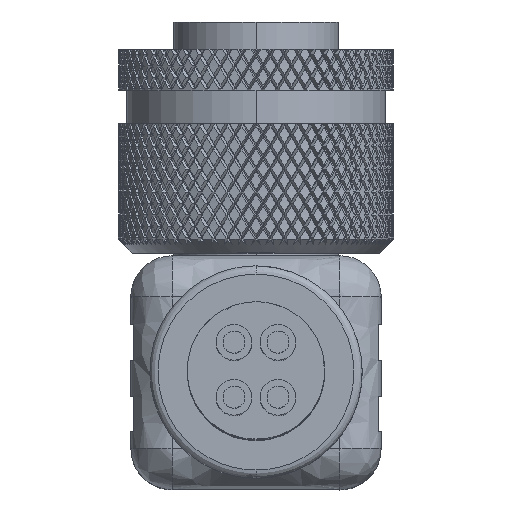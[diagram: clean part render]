
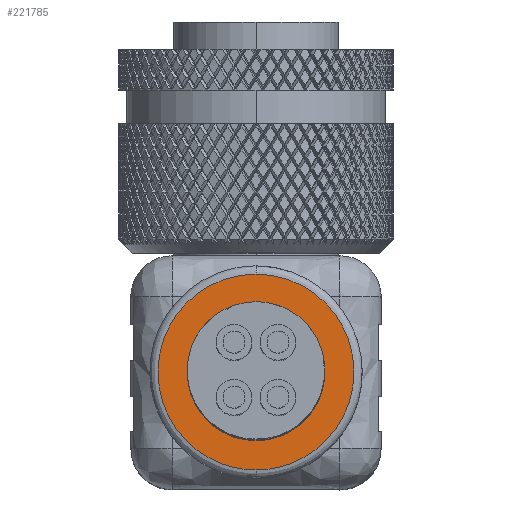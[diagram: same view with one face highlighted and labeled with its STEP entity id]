
A CAD part, top view. The second image highlights one B-rep face of the part: STEP entity #221785.
In plain terms, the highlighted free-form (B-spline) face has degree [1, 1] with [2, 2] control points.
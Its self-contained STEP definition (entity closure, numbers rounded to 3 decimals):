
#221719=CARTESIAN_POINT('',(0.,-7.915,20.));
#221720=VERTEX_POINT('',#221719);
#221728=CARTESIAN_POINT('',(0.,-0.795,20.));
#221729=VERTEX_POINT('',#221728);
#221736=CARTESIAN_POINT('',(0.,-0.795,20.));
#221737=CARTESIAN_POINT('',(3.56,-0.795,20.));
#221738=CARTESIAN_POINT('',(3.56,-4.355,20.));
#221739=CARTESIAN_POINT('',(3.56,-7.915,20.));
#221740=CARTESIAN_POINT('',(0.,-7.915,20.));
#221741=(BOUNDED_CURVE()B_SPLINE_CURVE(2,(#221736,#221737,#221738,#221739,#221740),.CIRCULAR_ARC.,.F.,.U.)B_SPLINE_CURVE_WITH_KNOTS((3,2,3),(0.,0.5,1.),.UNSPECIFIED.)CURVE()GEOMETRIC_REPRESENTATION_ITEM()RATIONAL_B_SPLINE_CURVE((1.,0.707,1.,0.707,1.))REPRESENTATION_ITEM(''));
#221742=EDGE_CURVE('',#221729,#221720,#221741,.T.);
#221747=CARTESIAN_POINT('',(-10.069,5.714,20.));
#221748=CARTESIAN_POINT('',(10.069,5.714,20.));
#221749=CARTESIAN_POINT('',(-10.069,-14.424,20.));
#221750=CARTESIAN_POINT('',(10.069,-14.424,20.));
#221751=B_SPLINE_SURFACE_WITH_KNOTS('',1,1,((#221747,#221748),(#221749,#221750)),.PLANE_SURF.,.F.,.F.,.U.,(2,2),(2,2),(0.,1.),(0.,1.),.UNSPECIFIED.);
#221752=CARTESIAN_POINT('',(0.,-0.795,20.));
#221753=CARTESIAN_POINT('',(-3.56,-0.795,20.));
#221754=CARTESIAN_POINT('',(-3.56,-4.355,20.));
#221755=CARTESIAN_POINT('',(-3.56,-7.915,20.));
#221756=CARTESIAN_POINT('',(0.,-7.915,20.));
#221757=(BOUNDED_CURVE()B_SPLINE_CURVE(2,(#221752,#221753,#221754,#221755,#221756),.CIRCULAR_ARC.,.F.,.U.)B_SPLINE_CURVE_WITH_KNOTS((3,2,3),(0.,0.5,1.),.UNSPECIFIED.)CURVE()GEOMETRIC_REPRESENTATION_ITEM()RATIONAL_B_SPLINE_CURVE((1.,0.707,1.,0.707,1.))REPRESENTATION_ITEM(''));
#221758=EDGE_CURVE('',#221729,#221720,#221757,.T.);
#221759=ORIENTED_EDGE('',*,*,#221758,.T.);
#221760=ORIENTED_EDGE('',*,*,#221742,.F.);
#221761=EDGE_LOOP('',(#221759,#221760));
#221762=FACE_OUTER_BOUND('',#221761,.T.);
#221763=CARTESIAN_POINT('',(0.,-6.85,20.));
#221764=VERTEX_POINT('',#221763);
#221765=CARTESIAN_POINT('',(0.,-1.85,20.));
#221766=VERTEX_POINT('',#221765);
#221767=CARTESIAN_POINT('',(0.,-6.85,20.));
#221768=CARTESIAN_POINT('',(-2.5,-6.85,20.));
#221769=CARTESIAN_POINT('',(-2.5,-4.35,20.));
#221770=CARTESIAN_POINT('',(-2.5,-1.85,20.));
#221771=CARTESIAN_POINT('',(0.,-1.85,20.));
#221772=(BOUNDED_CURVE()B_SPLINE_CURVE(2,(#221767,#221768,#221769,#221770,#221771),.CIRCULAR_ARC.,.F.,.U.)B_SPLINE_CURVE_WITH_KNOTS((3,2,3),(0.,0.5,1.),.UNSPECIFIED.)CURVE()GEOMETRIC_REPRESENTATION_ITEM()RATIONAL_B_SPLINE_CURVE((1.,0.707,1.,0.707,1.))REPRESENTATION_ITEM(''));
#221773=EDGE_CURVE('',#221764,#221766,#221772,.T.);
#221774=ORIENTED_EDGE('',*,*,#221773,.T.);
#221775=CARTESIAN_POINT('',(0.,-1.85,20.));
#221776=CARTESIAN_POINT('',(2.5,-1.85,20.));
#221777=CARTESIAN_POINT('',(2.5,-4.35,20.));
#221778=CARTESIAN_POINT('',(2.5,-6.85,20.));
#221779=CARTESIAN_POINT('',(0.,-6.85,20.));
#221780=(BOUNDED_CURVE()B_SPLINE_CURVE(2,(#221775,#221776,#221777,#221778,#221779),.CIRCULAR_ARC.,.F.,.U.)B_SPLINE_CURVE_WITH_KNOTS((3,2,3),(0.,0.5,1.),.UNSPECIFIED.)CURVE()GEOMETRIC_REPRESENTATION_ITEM()RATIONAL_B_SPLINE_CURVE((1.,0.707,1.,0.707,1.))REPRESENTATION_ITEM(''));
#221781=EDGE_CURVE('',#221766,#221764,#221780,.T.);
#221782=ORIENTED_EDGE('',*,*,#221781,.T.);
#221783=EDGE_LOOP('',(#221774,#221782));
#221784=FACE_BOUND('',#221783,.T.);
#221785=ADVANCED_FACE('',(#221762,#221784),#221751,.T.);
